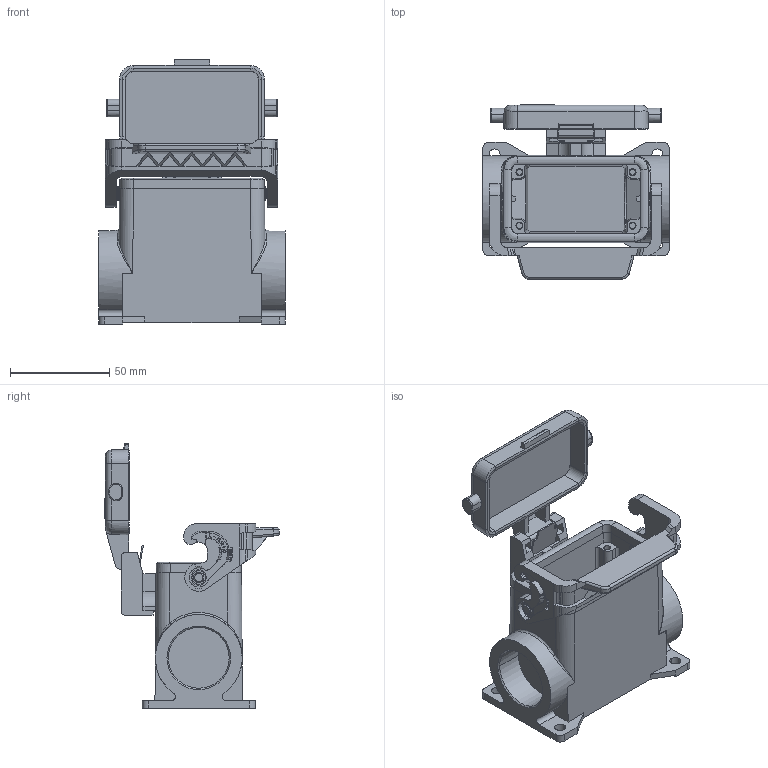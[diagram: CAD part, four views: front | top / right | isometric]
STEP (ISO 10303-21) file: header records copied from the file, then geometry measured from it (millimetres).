
FILE_DESCRIPTION(('Creo Elements/Direct Modeling STEP Export'),'2;1');
FILE_NAME('37jbk2e5pl6qa794548','2023-03-10T13:41:17',(''),(''),'Creo Elements/Direct Modeling STEP processor for AP214 (Solid Model)','Creo Elements/Direct Modeling 20.1B 02-Apr-2019 (C) Parametric Technology GmbH','');
FILE_SCHEMA(('AUTOMOTIVE_DESIGN { 1 0 10303 214 1 1 1 1 }'));
Products named in the file (3): MLAP 10 LS32; MLAP 10 LS40
Assembly tree (2 placements, depth 3):
  MLAP 10 LS40
    MLAP 10 LS32
      MLAP 10 LS32
Bounding box: 94 x 87.8 x 133.49 mm (x, y, z)
Volume: 133477.2 mm3; surface area: 72217.8 mm2
Topology: 1 solids, 1 shells, 1331 faces, 3614 edges, 2339 vertices
Faces by surface type: plane 803, cylinder 397, torus 52, cone 36, bspline 34, sphere 9
Entity records: 59233 total; most frequent: CARTESIAN_POINT 15504, ORIENTED_EDGE 7206, DIRECTION 6565, EDGE_CURVE 3603, VECTOR 2451, LINE 2451, VERTEX_POINT 2339, AXIS2_PLACEMENT_3D 2057
